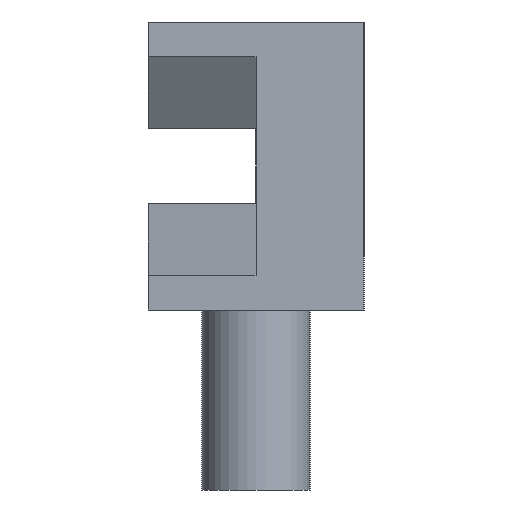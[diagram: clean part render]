
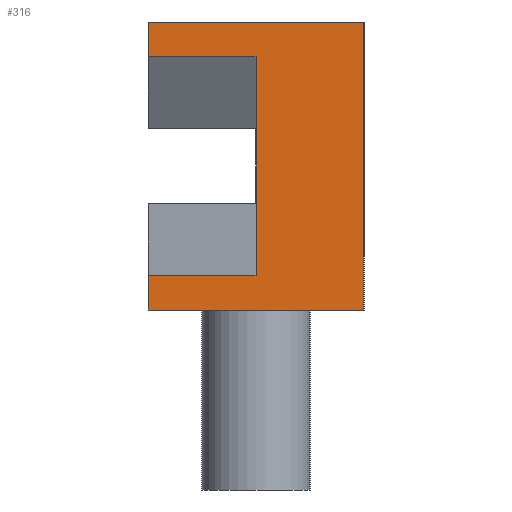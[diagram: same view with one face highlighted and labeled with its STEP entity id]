
A CAD part, left-side view. The second image highlights one B-rep face of the part: STEP entity #316.
In plain terms, the highlighted planar face has unit normal (-1, 0, 0).
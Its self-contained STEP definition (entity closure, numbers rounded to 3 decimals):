
#32=FACE_OUTER_BOUND('',#50,.T.);
#50=EDGE_LOOP('',(#251,#252,#253,#254,#255,#256,#257,#258));
#66=LINE('',#465,#104);
#71=LINE('',#475,#109);
#81=LINE('',#495,#119);
#85=LINE('',#502,#123);
#86=LINE('',#505,#124);
#89=LINE('',#511,#127);
#90=LINE('',#513,#128);
#91=LINE('',#514,#129);
#104=VECTOR('',#378,10.);
#109=VECTOR('',#385,10.);
#119=VECTOR('',#403,10.);
#123=VECTOR('',#409,10.);
#124=VECTOR('',#412,10.);
#127=VECTOR('',#417,10.);
#128=VECTOR('',#418,10.);
#129=VECTOR('',#419,10.);
#141=VERTEX_POINT('',#462);
#142=VERTEX_POINT('',#464);
#144=VERTEX_POINT('',#469);
#146=VERTEX_POINT('',#473);
#154=VERTEX_POINT('',#500);
#155=VERTEX_POINT('',#504);
#157=VERTEX_POINT('',#510);
#158=VERTEX_POINT('',#512);
#170=EDGE_CURVE('',#142,#141,#66,.T.);
#175=EDGE_CURVE('',#144,#146,#71,.T.);
#185=EDGE_CURVE('',#146,#142,#81,.T.);
#189=EDGE_CURVE('',#154,#141,#85,.T.);
#190=EDGE_CURVE('',#144,#155,#86,.T.);
#193=EDGE_CURVE('',#154,#157,#89,.T.);
#194=EDGE_CURVE('',#157,#158,#90,.T.);
#195=EDGE_CURVE('',#155,#158,#91,.T.);
#251=ORIENTED_EDGE('',*,*,#175,.T.);
#252=ORIENTED_EDGE('',*,*,#185,.T.);
#253=ORIENTED_EDGE('',*,*,#170,.T.);
#254=ORIENTED_EDGE('',*,*,#189,.F.);
#255=ORIENTED_EDGE('',*,*,#193,.T.);
#256=ORIENTED_EDGE('',*,*,#194,.T.);
#257=ORIENTED_EDGE('',*,*,#195,.F.);
#258=ORIENTED_EDGE('',*,*,#190,.F.);
#300=PLANE('',#354);
#316=ADVANCED_FACE('',(#32),#300,.T.);
#354=AXIS2_PLACEMENT_3D('',#509,#415,#416);
#378=DIRECTION('',(0.,1.,0.));
#385=DIRECTION('',(0.,-1.,0.));
#403=DIRECTION('',(0.,0.,-1.));
#409=DIRECTION('',(0.,0.,1.));
#412=DIRECTION('',(0.,0.,1.));
#415=DIRECTION('center_axis',(-1.,0.,0.));
#416=DIRECTION('ref_axis',(0.,-1.,0.));
#417=DIRECTION('',(0.,-1.,0.));
#418=DIRECTION('',(0.,0.,1.));
#419=DIRECTION('',(0.,-1.,0.));
#462=CARTESIAN_POINT('',(-45.75,3.,0.967));
#464=CARTESIAN_POINT('',(-45.75,0.,0.967));
#465=CARTESIAN_POINT('',(-45.75,3.,0.967));
#469=CARTESIAN_POINT('',(-45.75,3.,7.033));
#473=CARTESIAN_POINT('',(-45.75,0.,7.033));
#475=CARTESIAN_POINT('',(-45.75,3.,7.033));
#495=CARTESIAN_POINT('',(-45.75,0.,2.));
#500=CARTESIAN_POINT('',(-45.75,3.,0.));
#502=CARTESIAN_POINT('',(-45.75,3.,0.));
#504=CARTESIAN_POINT('',(-45.75,3.,8.));
#505=CARTESIAN_POINT('',(-45.75,3.,0.));
#509=CARTESIAN_POINT('Origin',(-45.75,3.,0.));
#510=CARTESIAN_POINT('',(-45.75,-3.,0.));
#511=CARTESIAN_POINT('',(-45.75,3.,0.));
#512=CARTESIAN_POINT('',(-45.75,-3.,8.));
#513=CARTESIAN_POINT('',(-45.75,-3.,0.));
#514=CARTESIAN_POINT('',(-45.75,3.,8.));
